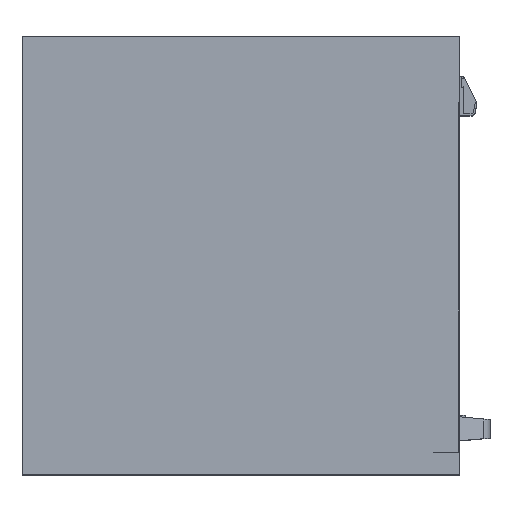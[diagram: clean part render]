
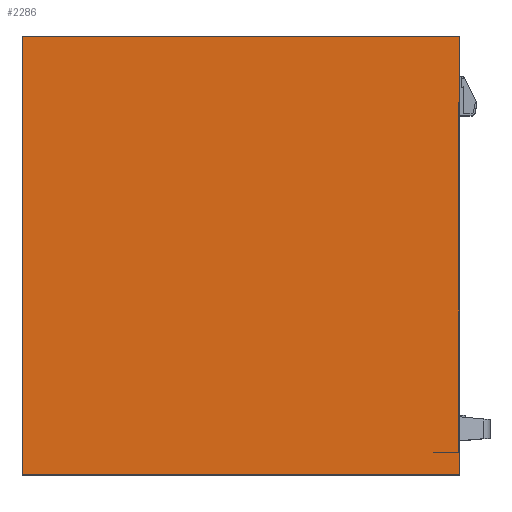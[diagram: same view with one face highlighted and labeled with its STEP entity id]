
A CAD part, top view. The second image highlights one B-rep face of the part: STEP entity #2286.
In plain terms, the highlighted planar face has unit normal (0, 0, 1).
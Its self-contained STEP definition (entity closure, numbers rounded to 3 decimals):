
#153=FACE_OUTER_BOUND('',#264,.T.);
#264=EDGE_LOOP('',(#1603,#1604,#1605,#1606));
#391=LINE('',#3369,#668);
#395=LINE('',#3377,#672);
#398=LINE('',#3383,#675);
#401=LINE('',#3388,#678);
#668=VECTOR('',#2688,10.);
#672=VECTOR('',#2694,10.);
#675=VECTOR('',#2699,10.);
#678=VECTOR('',#2704,10.);
#940=VERTEX_POINT('',#3367);
#941=VERTEX_POINT('',#3368);
#944=VERTEX_POINT('',#3376);
#946=VERTEX_POINT('',#3382);
#1219=EDGE_CURVE('',#940,#941,#391,.T.);
#1223=EDGE_CURVE('',#941,#944,#395,.T.);
#1226=EDGE_CURVE('',#946,#940,#398,.T.);
#1229=EDGE_CURVE('',#944,#946,#401,.T.);
#1603=ORIENTED_EDGE('',*,*,#1229,.F.);
#1604=ORIENTED_EDGE('',*,*,#1223,.F.);
#1605=ORIENTED_EDGE('',*,*,#1219,.F.);
#1606=ORIENTED_EDGE('',*,*,#1226,.F.);
#2101=PLANE('',#2466);
#2286=ADVANCED_FACE('',(#153),#2101,.T.);
#2466=AXIS2_PLACEMENT_3D('',#3390,#2706,#2707);
#2688=DIRECTION('',(0.,-1.,0.));
#2694=DIRECTION('',(-1.,0.,0.));
#2699=DIRECTION('',(1.,0.,0.));
#2704=DIRECTION('',(0.,1.,0.));
#2706=DIRECTION('center_axis',(0.,0.,1.));
#2707=DIRECTION('ref_axis',(1.,0.,0.));
#3367=CARTESIAN_POINT('',(250.,500.,598.5));
#3368=CARTESIAN_POINT('',(250.,0.,598.5));
#3369=CARTESIAN_POINT('',(250.,0.,598.5));
#3376=CARTESIAN_POINT('',(-250.,0.,598.5));
#3377=CARTESIAN_POINT('',(-250.,0.,598.5));
#3382=CARTESIAN_POINT('',(-250.,500.,598.5));
#3383=CARTESIAN_POINT('',(250.,500.,598.5));
#3388=CARTESIAN_POINT('',(-250.,500.,598.5));
#3390=CARTESIAN_POINT('Origin',(0.,250.,598.5));
